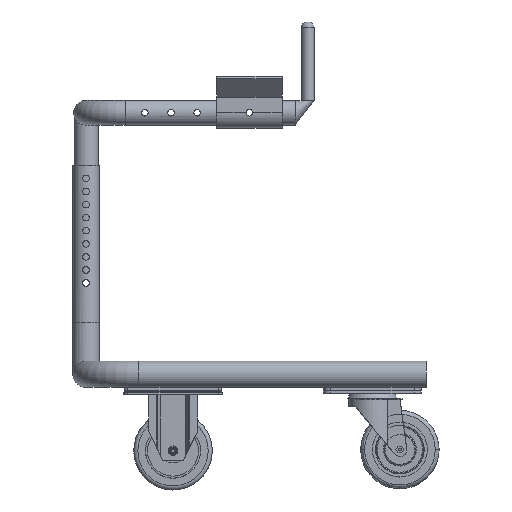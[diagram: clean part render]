
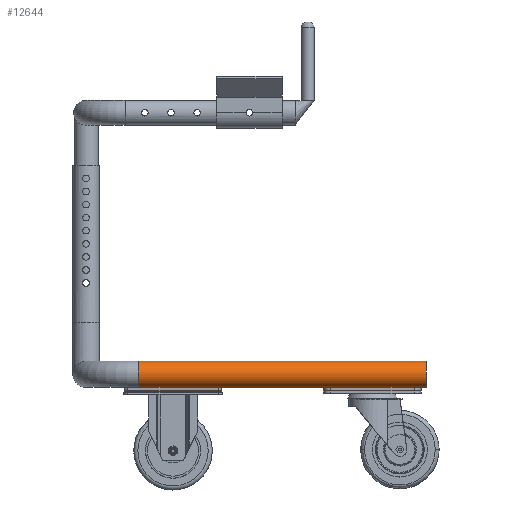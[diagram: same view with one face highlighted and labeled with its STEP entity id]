
A CAD part, left-side view. The second image highlights one B-rep face of the part: STEP entity #12644.
In plain terms, the highlighted cylindrical face has radius 12.7 mm (diameter 25.4 mm), a full revolution.
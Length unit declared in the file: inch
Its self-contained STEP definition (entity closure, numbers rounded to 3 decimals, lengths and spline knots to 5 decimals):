
#1090=CYLINDRICAL_SURFACE('',#13567,0.5);
#1555=FACE_OUTER_BOUND('',#2278,.T.);
#2278=EDGE_LOOP('',(#8910,#8911,#8912,#8913,#8914));
#3137=CIRCLE('',#13568,0.5);
#3138=CIRCLE('',#13569,0.5);
#3139=CIRCLE('',#13570,0.5);
#3749=LINE('',#20030,#4693);
#4693=VECTOR('',#14932,0.5);
#5700=VERTEX_POINT('',#20026);
#5701=VERTEX_POINT('',#20027);
#5702=VERTEX_POINT('',#20029);
#6944=EDGE_CURVE('',#5700,#5701,#3137,.T.);
#6945=EDGE_CURVE('',#5700,#5702,#3749,.T.);
#6946=EDGE_CURVE('',#5702,#5702,#3138,.T.);
#6947=EDGE_CURVE('',#5701,#5700,#3139,.T.);
#8910=ORIENTED_EDGE('',*,*,#6944,.F.);
#8911=ORIENTED_EDGE('',*,*,#6945,.T.);
#8912=ORIENTED_EDGE('',*,*,#6946,.T.);
#8913=ORIENTED_EDGE('',*,*,#6945,.F.);
#8914=ORIENTED_EDGE('',*,*,#6947,.F.);
#12644=ADVANCED_FACE('',(#1555),#1090,.T.);
#13567=AXIS2_PLACEMENT_3D('',#20025,#14928,#14929);
#13568=AXIS2_PLACEMENT_3D('',#20028,#14930,#14931);
#13569=AXIS2_PLACEMENT_3D('',#20031,#14933,#14934);
#13570=AXIS2_PLACEMENT_3D('',#20032,#14935,#14936);
#14928=DIRECTION('center_axis',(0.,1.,0.));
#14929=DIRECTION('ref_axis',(1.,0.,0.));
#14930=DIRECTION('center_axis',(0.,1.,0.));
#14931=DIRECTION('ref_axis',(1.,0.,0.));
#14932=DIRECTION('',(0.,-1.,0.));
#14933=DIRECTION('center_axis',(0.,1.,0.));
#14934=DIRECTION('ref_axis',(1.,0.,0.));
#14935=DIRECTION('center_axis',(0.,1.,0.));
#14936=DIRECTION('ref_axis',(1.,0.,0.));
#20025=CARTESIAN_POINT('Origin',(0.,-1.,0.));
#20026=CARTESIAN_POINT('',(-0.5,10.,0.));
#20027=CARTESIAN_POINT('',(0.5,10.,0.));
#20028=CARTESIAN_POINT('Origin',(0.,10.,0.));
#20029=CARTESIAN_POINT('',(-0.5,-1.,0.));
#20030=CARTESIAN_POINT('',(-0.5,-1.,0.));
#20031=CARTESIAN_POINT('Origin',(0.,-1.,0.));
#20032=CARTESIAN_POINT('Origin',(0.,10.,0.));
